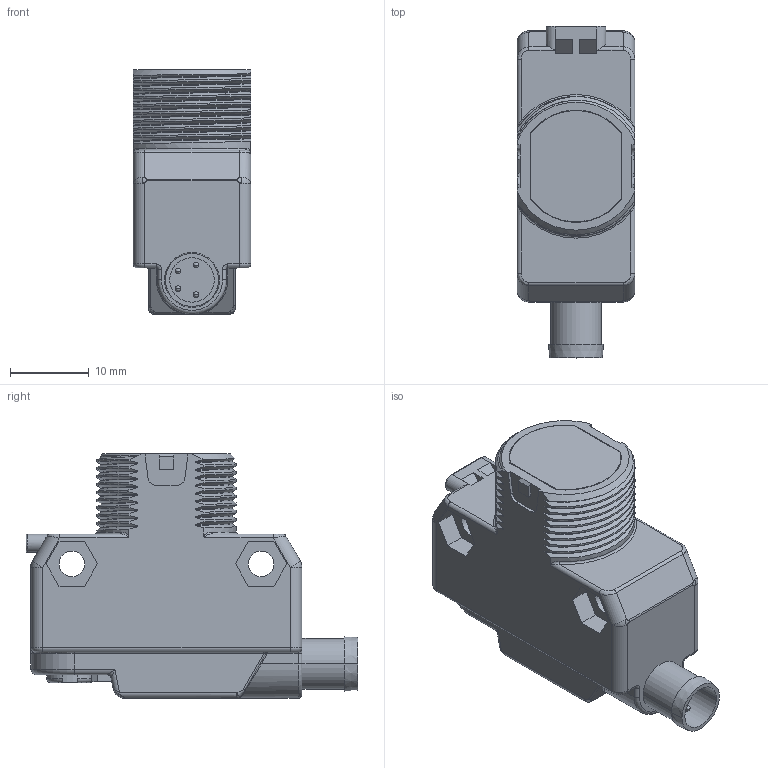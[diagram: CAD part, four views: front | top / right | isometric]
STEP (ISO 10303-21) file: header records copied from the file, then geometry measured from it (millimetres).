
FILE_DESCRIPTION((''),'2;1');
FILE_NAME('139702_SW','2008-05-07T',('banengservice'),('BANNER ENGINEERING'),'PRO/ENGINEER BY PARAMETRIC TECHNOLOGY CORPORATION, 2006170','PRO/ENGINEER BY PARAMETRIC TECHNOLOGY CORPORATION, 2006170','');
FILE_SCHEMA(('CONFIG_CONTROL_DESIGN'));
Length unit declared in the file: inch
Products named in the file (1): 139702_SW
Bounding box: 15 x 42.22 x 31.12 mm (x, y, z)
Volume: 11284.2 mm3; surface area: 4369.6 mm2
Topology: 1 solids, 1 shells, 373 faces, 938 edges, 584 vertices
Faces by surface type: plane 129, cylinder 107, bspline 101, torus 19, sphere 10, cone 7
Entity records: 17384 total; most frequent: CARTESIAN_POINT 9089, ORIENTED_EDGE 1872, DIRECTION 1448, EDGE_CURVE 936, VERTEX_POINT 584, AXIS2_PLACEMENT_3D 485, VECTOR 478, LINE 478
